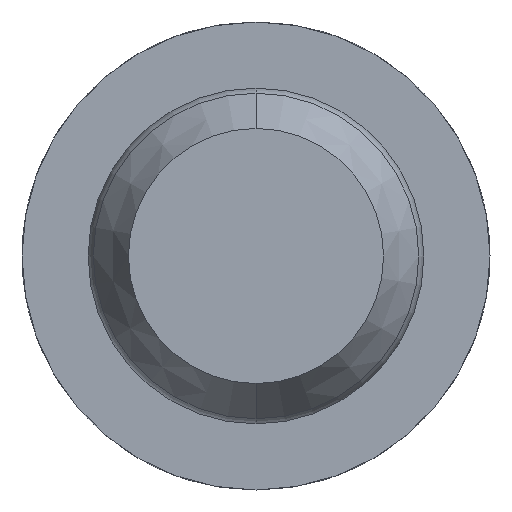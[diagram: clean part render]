
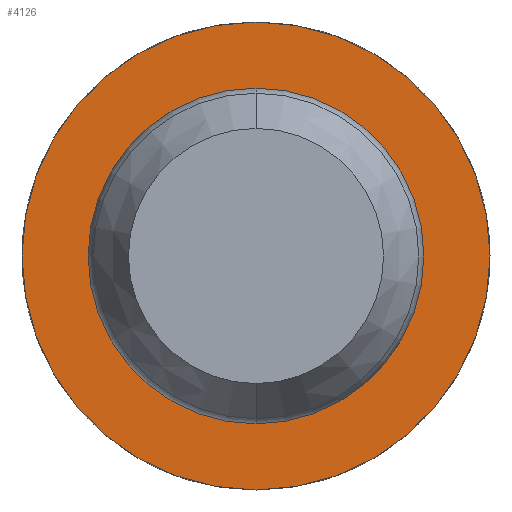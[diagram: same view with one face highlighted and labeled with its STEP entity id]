
A CAD part, front view. The second image highlights one B-rep face of the part: STEP entity #4126.
In plain terms, the highlighted planar face has unit normal (0, -1, 0).
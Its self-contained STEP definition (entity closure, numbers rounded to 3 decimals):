
#38 = CIRCLE ( 'NONE', #487, 1.15 ) ;
#188 = DIRECTION ( 'NONE',  ( 0., 0., 1. ) ) ;
#190 = CIRCLE ( 'NONE', #3528, 0.825 ) ;
#235 = ORIENTED_EDGE ( 'NONE', *, *, #1957, .F. ) ;
#487 = AXIS2_PLACEMENT_3D ( 'NONE', #2157, #886, #2502 ) ;
#590 = FACE_OUTER_BOUND ( 'NONE', #863, .T. ) ;
#758 = VERTEX_POINT ( 'NONE', #2886 ) ;
#808 = CIRCLE ( 'NONE', #2515, 1.15 ) ;
#863 = EDGE_LOOP ( 'NONE', ( #235, #3081 ) ) ;
#886 = DIRECTION ( 'NONE',  ( 0., 1., 0. ) ) ;
#925 = AXIS2_PLACEMENT_3D ( 'NONE', #1491, #2212, #1187 ) ;
#1187 = DIRECTION ( 'NONE',  ( 0., 0., 1. ) ) ;
#1415 = DIRECTION ( 'NONE',  ( 0., 0., 1. ) ) ;
#1491 = CARTESIAN_POINT ( 'NONE',  ( 0., -10.5, 0. ) ) ;
#1623 = PLANE ( 'NONE',  #1643 ) ;
#1643 = AXIS2_PLACEMENT_3D ( 'NONE', #3307, #3897, #2625 ) ;
#1886 = CARTESIAN_POINT ( 'NONE',  ( 0., -10.5, -0.825 ) ) ;
#1957 = EDGE_CURVE ( 'NONE', #758, #3596, #38, .T. ) ;
#2009 = EDGE_CURVE ( 'NONE', #2942, #2840, #3125, .T. ) ;
#2157 = CARTESIAN_POINT ( 'NONE',  ( 0., -10.5, 0. ) ) ;
#2212 = DIRECTION ( 'NONE',  ( 0., 1., 0. ) ) ;
#2375 = EDGE_CURVE ( 'NONE', #2840, #2942, #190, .T. ) ;
#2502 = DIRECTION ( 'NONE',  ( 0., 0., 1. ) ) ;
#2515 = AXIS2_PLACEMENT_3D ( 'NONE', #3748, #3123, #188 ) ;
#2625 = DIRECTION ( 'NONE',  ( 0., 0., 1. ) ) ;
#2749 = CARTESIAN_POINT ( 'NONE',  ( 0., -10.5, 0. ) ) ;
#2840 = VERTEX_POINT ( 'NONE', #4011 ) ;
#2886 = CARTESIAN_POINT ( 'NONE',  ( 0., -10.5, 1.15 ) ) ;
#2942 = VERTEX_POINT ( 'NONE', #1886 ) ;
#3081 = ORIENTED_EDGE ( 'NONE', *, *, #3753, .F. ) ;
#3097 = ORIENTED_EDGE ( 'NONE', *, *, #2375, .T. ) ;
#3123 = DIRECTION ( 'NONE',  ( 0., 1., 0. ) ) ;
#3125 = CIRCLE ( 'NONE', #925, 0.825 ) ;
#3156 = FACE_BOUND ( 'NONE', #3399, .T. ) ;
#3307 = CARTESIAN_POINT ( 'NONE',  ( 1.15, -10.5, 0. ) ) ;
#3387 = DIRECTION ( 'NONE',  ( 0., 1., 0. ) ) ;
#3399 = EDGE_LOOP ( 'NONE', ( #3097, #3948 ) ) ;
#3528 = AXIS2_PLACEMENT_3D ( 'NONE', #2749, #3387, #1415 ) ;
#3596 = VERTEX_POINT ( 'NONE', #4009 ) ;
#3748 = CARTESIAN_POINT ( 'NONE',  ( 0., -10.5, 0. ) ) ;
#3753 = EDGE_CURVE ( 'NONE', #3596, #758, #808, .T. ) ;
#3897 = DIRECTION ( 'NONE',  ( 0., 1., 0. ) ) ;
#3948 = ORIENTED_EDGE ( 'NONE', *, *, #2009, .T. ) ;
#4009 = CARTESIAN_POINT ( 'NONE',  ( 0., -10.5, -1.15 ) ) ;
#4011 = CARTESIAN_POINT ( 'NONE',  ( 0., -10.5, 0.825 ) ) ;
#4126 = ADVANCED_FACE ( 'NONE', ( #590, #3156 ), #1623, .F. ) ;
